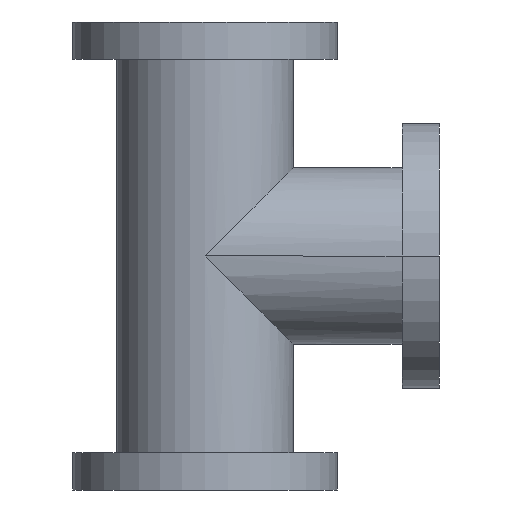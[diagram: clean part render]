
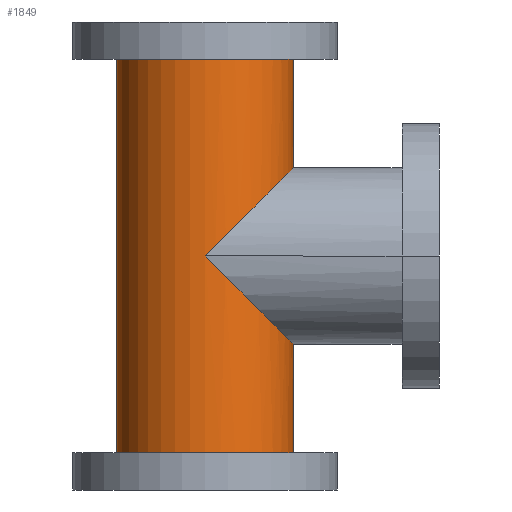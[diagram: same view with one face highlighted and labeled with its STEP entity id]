
A CAD part, front view. The second image highlights one B-rep face of the part: STEP entity #1849.
In plain terms, the highlighted cylindrical face has radius 50.8 mm (diameter 101.6 mm), a partial arc.
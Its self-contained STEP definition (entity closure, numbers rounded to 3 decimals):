
#1656=CARTESIAN_POINT('POINT89',(-50.8,0.,-113.538));
#1657=VERTEX_POINT('VERTEX89',#1656);
#1658=CARTESIAN_POINT('POINT90',(50.8,0.,-113.538));
#1659=VERTEX_POINT('VERTEX90',#1658);
#1660=CARTESIAN_POINT('POS174',(0.,0.,-113.538));
#1661=DIRECTION('DIR304',(0.,0.,1.));
#1662=DIRECTION('DIR305',(-1.,0.,0.));
#1663=AXIS2_PLACEMENT_3D('AXIS131',#1660,#1661,#1662);
#1664=CIRCLE('ELLIPSE85',#1663,50.8);
#1665=EDGE_CURVE('EDGE132',#1657,#1659,#1664,.T.);
#1682=CARTESIAN_POINT('POINT91',(0.,-50.8,
   0.));
#1683=VERTEX_POINT('VERTEX91',#1682);
#1690=CARTESIAN_POINT('POINT92',(50.8,0.,-50.8));
#1691=VERTEX_POINT('VERTEX92',#1690);
#1692=(BOUNDED_CURVE() B_SPLINE_CURVE(3,(#1693,#1694,#1695,#1696,#1697,
   #1698,#1699,#1700,#1701,#1702,#1703,#1704,#1705,#1706),.UNSPECIFIED.,
   .F.,.F.) B_SPLINE_CURVE_WITH_KNOTS((4,1,1,1,1,1,1,1,1,1,1,4),(
   0.,0.094,0.188,
   0.281,0.373,0.464,
   0.555,0.645,0.734,
   0.823,0.912,1.),.UNSPECIFIED.) 
   CURVE() GEOMETRIC_REPRESENTATION_ITEM() RATIONAL_B_SPLINE_CURVE((
   1.,1.,1.,1.,1.,1.,1.,
   1.,1.,1.,1.,1.,1.,1.)) 
   REPRESENTATION_ITEM('SPLINE_CRV5'));
#1693=CARTESIAN_POINT('',(0.,-50.8,
   0.));
#1694=CARTESIAN_POINT('',(2.998,-50.787,
   -2.998));
#1695=CARTESIAN_POINT('',(8.827,-50.285,
   -8.827));
#1696=CARTESIAN_POINT('',(17.201,-48.053,
   -17.201));
#1697=CARTESIAN_POINT('',(24.856,-44.557,
   -24.856));
#1698=CARTESIAN_POINT('',(31.509,-40.1,
   -31.509));
#1699=CARTESIAN_POINT('',(37.084,-34.976,
   -37.084));
#1700=CARTESIAN_POINT('',(41.57,-29.469,
   -41.57));
#1701=CARTESIAN_POINT('',(45.09,-23.708,
   -45.09));
#1702=CARTESIAN_POINT('',(47.706,-17.827,
   -47.706));
#1703=CARTESIAN_POINT('',(49.503,-11.941,
   -49.503));
#1704=CARTESIAN_POINT('',(50.569,-5.95,
   -50.569));
#1705=CARTESIAN_POINT('',(50.803,-1.984,
   -50.803));
#1706=CARTESIAN_POINT('',(50.8,0.,-50.8));
#1707=EDGE_CURVE('EDGE135',#1683,#1691,#1692,.T.);
#1744=CARTESIAN_POINT('POINT94',(50.8,0.,50.8));
#1745=VERTEX_POINT('VERTEX94',#1744);
#1763=(BOUNDED_CURVE() B_SPLINE_CURVE(3,(#1764,#1765,#1766,#1767,#1768,
   #1769,#1770,#1771,#1772,#1773,#1774,#1775,#1776,#1777),.UNSPECIFIED.,
   .F.,.F.) B_SPLINE_CURVE_WITH_KNOTS((4,1,1,1,1,1,1,1,1,1,1,4),(
   0.,0.088,0.177,
   0.266,0.355,0.445,
   0.536,0.627,0.719,
   0.812,0.906,1.),.UNSPECIFIED.) 
   CURVE() GEOMETRIC_REPRESENTATION_ITEM() RATIONAL_B_SPLINE_CURVE((
   1.,1.,1.,1.,1.,1.,1.,
   1.,1.,1.,1.,1.,1.,1.)) 
   REPRESENTATION_ITEM('SPLINE_CRV8'));
#1764=CARTESIAN_POINT('',(50.8,0.,50.8));
#1765=CARTESIAN_POINT('',(50.803,-1.984,
   50.803));
#1766=CARTESIAN_POINT('',(50.569,-5.952,
   50.569));
#1767=CARTESIAN_POINT('',(49.501,-11.947,
   49.501));
#1768=CARTESIAN_POINT('',(47.703,-17.836,
   47.703));
#1769=CARTESIAN_POINT('',(45.086,-23.714,
   45.086));
#1770=CARTESIAN_POINT('',(41.567,-29.474,
   41.567));
#1771=CARTESIAN_POINT('',(37.081,-34.978,
   37.081));
#1772=CARTESIAN_POINT('',(31.507,-40.102,
   31.507));
#1773=CARTESIAN_POINT('',(24.856,-44.557,
   24.856));
#1774=CARTESIAN_POINT('',(17.198,-48.054,
   17.198));
#1775=CARTESIAN_POINT('',(8.824,-50.285,
   8.824));
#1776=CARTESIAN_POINT('',(2.996,-50.787,
   2.996));
#1777=CARTESIAN_POINT('',(0.,-50.8,
   0.));
#1778=EDGE_CURVE('EDGE139',#1745,#1683,#1763,.T.);
#1794=CARTESIAN_POINT('POINT95',(-50.8,0.,113.538));
#1795=VERTEX_POINT('VERTEX95',#1794);
#1796=CARTESIAN_POINT('POINT96',(50.8,0.,113.538));
#1797=VERTEX_POINT('VERTEX96',#1796);
#1798=CARTESIAN_POINT('POS181',(0.,
   0.,113.538));
#1799=DIRECTION('DIR316',(0.,0.,1.));
#1800=DIRECTION('DIR317',(-1.,0.,0.));
#1801=AXIS2_PLACEMENT_3D('AXIS136',#1798,#1799,#1800);
#1802=CIRCLE('ELLIPSE87',#1801,50.8);
#1803=EDGE_CURVE('EDGE140',#1795,#1797,#1802,.T.);
#1820=CARTESIAN_POINT('POS184',(50.8,0.,-113.538));
#1821=DIRECTION('DIR322',(0.,0.,1.));
#1822=VECTOR('VEC46',#1821,25.4);
#1823=LINE('STRAIGHT46',#1820,#1822);
#1824=EDGE_CURVE('EDGE142',#1659,#1691,#1823,.T.);
#1825=ORIENTED_EDGE('COEDGE275',*,*,#1824,.T.);
#1826=ORIENTED_EDGE('COEDGE276',*,*,#1707,.F.);
#1827=ORIENTED_EDGE('COEDGE277',*,*,#1778,.F.);
#1828=CARTESIAN_POINT('POS185',(50.8,0.,50.8));
#1829=DIRECTION('DIR323',(0.,0.,1.));
#1830=VECTOR('VEC47',#1829,25.4);
#1831=LINE('STRAIGHT47',#1828,#1830);
#1832=EDGE_CURVE('EDGE143',#1745,#1797,#1831,.T.);
#1833=ORIENTED_EDGE('COEDGE278',*,*,#1832,.T.);
#1834=ORIENTED_EDGE('COEDGE279',*,*,#1803,.F.);
#1835=CARTESIAN_POINT('POS186',(-50.8,0.,
   -113.538));
#1836=DIRECTION('DIR324',(0.,0.,1.));
#1837=VECTOR('VEC48',#1836,25.4);
#1838=LINE('STRAIGHT48',#1835,#1837);
#1839=EDGE_CURVE('EDGE144',#1657,#1795,#1838,.T.);
#1840=ORIENTED_EDGE('COEDGE280',*,*,#1839,.F.);
#1841=ORIENTED_EDGE('COEDGE281',*,*,#1665,.T.);
#1842=EDGE_LOOP('NONE',(#1825,#1826,#1827,#1833,#1834,#1840,#1841));
#1843=FACE_BOUND('LOOP1',#1842,.T.);
#1844=CARTESIAN_POINT('POS187',(0.,0.,-113.538));
#1845=DIRECTION('DIR325',(0.,0.,1.));
#1846=DIRECTION('DIR326',(1.,0.,0.));
#1847=AXIS2_PLACEMENT_3D('AXIS139',#1844,#1845,#1846);
#1848=CYLINDRICAL_SURFACE('CONE_SURF45',#1847,50.8);
#1849=ADVANCED_FACE('FACE51',(#1843),#1848,.T.);
